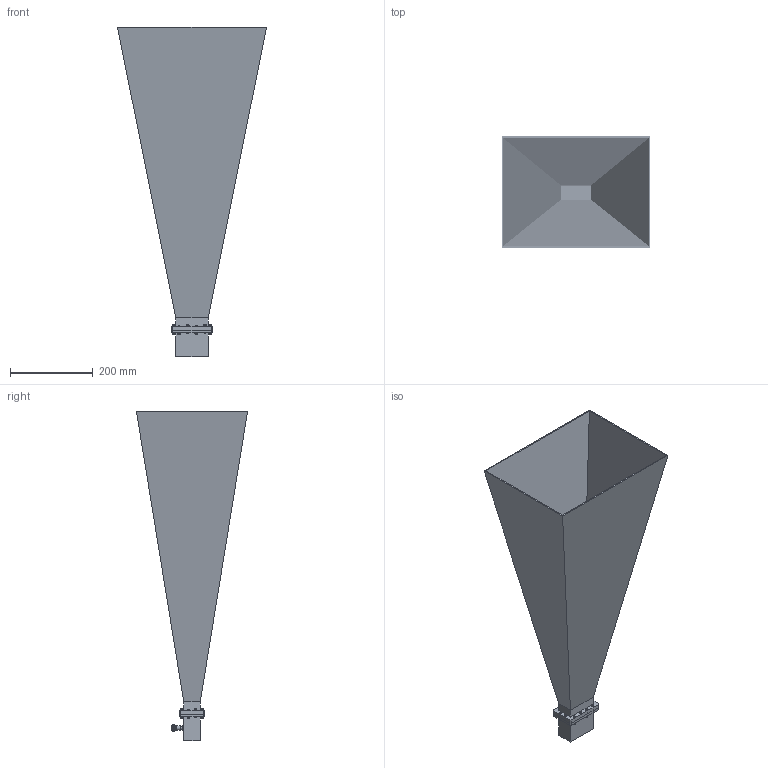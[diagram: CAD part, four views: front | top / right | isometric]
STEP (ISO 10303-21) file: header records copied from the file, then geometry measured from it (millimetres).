
FILE_DESCRIPTION (( 'STEP AP214' ), '1' );
FILE_NAME ('PEWAN284-20NF_3D.STEP', '2021-11-02T15:21:50', ( '' ), ( '' ), 'SwSTEP 2.0', 'SolidWorks 2021', '' );
FILE_SCHEMA (( 'AUTOMOTIVE_DESIGN' ));
Length unit declared in the file: inch
Products named in the file (10): Copy of 112-N-PANEL^Copy of PE9824_CON_PE9824; Copy of 06142-con screw^Copy of PE9824_CON_PE9824; 6-LW; Copy of PE9824_Body^PE9824; 6-32SH-HXx.75_92196A151; PE9824; PEWAN284-20; PEWAN284-20NF_3D; Copy of PE9824_CON^PE9824; Copy of 112-N^Copy of PE9824_CON_PE9824
Assembly tree (34 placements, depth 4):
  PEWAN284-20NF_3D
    6-32SH-HXx.75_92196A151  x12
    6-LW  x12
    PE9824
      Copy of PE9824_Body^PE9824
      Copy of PE9824_CON^PE9824
        Copy of 06142-con screw^Copy of PE9824_CON_PE9824  x4
        Copy of 112-N-PANEL^Copy of PE9824_CON_PE9824
        Copy of 112-N^Copy of PE9824_CON_PE9824
    PEWAN284-20
Bounding box: 358.88 x 267.8 x 793.5 mm (x, y, z)
Volume: 1694512.5 mm3; surface area: 1115292.1 mm2
Topology: 32 solids, 32 shells, 3421 faces, 8366 edges, 5047 vertices
Faces by surface type: plane 1730, cone 834, cylinder 817, bspline 40
Full cylindrical faces by diameter (mm): 1.7 x1, 2.7 x4, 3.04 x1, 3.454 x6, 4 x1, 4.1 x1, 4.166 x6, 4.29 x6, 4.3 x10, 6 x1, 7 x1, 10 x1, 13.5 x2
Entity records: 17906 total; most frequent: CARTESIAN_POINT 6797, ORIENTED_EDGE 1874, DIRECTION 1872, EDGE_CURVE 937, AXIS2_PLACEMENT_3D 748, VERTEX_POINT 613, EDGE_LOOP 542, FACE_OUTER_BOUND 449
